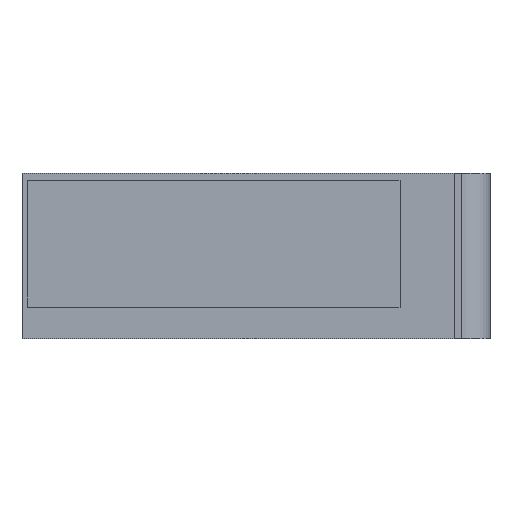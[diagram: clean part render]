
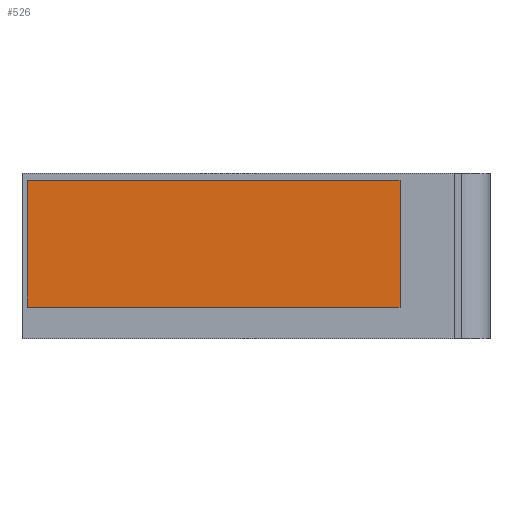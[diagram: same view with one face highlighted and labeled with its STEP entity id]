
A CAD part, top view. The second image highlights one B-rep face of the part: STEP entity #526.
In plain terms, the highlighted planar face has unit normal (0, 0, 1).
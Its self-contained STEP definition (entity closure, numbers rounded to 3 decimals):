
#397 = VERTEX_POINT('',#398);
#398 = CARTESIAN_POINT('',(0.,0.,0.2));
#413 = VERTEX_POINT('',#414);
#414 = CARTESIAN_POINT('',(0.,8.8,0.2));
#420 = EDGE_CURVE('',#397,#413,#421,.T.);
#421 = LINE('',#422,#423);
#422 = CARTESIAN_POINT('',(0.,0.,0.2));
#423 = VECTOR('',#424,1.);
#424 = DIRECTION('',(-0.,1.,0.));
#437 = VERTEX_POINT('',#438);
#438 = CARTESIAN_POINT('',(25.9,0.,0.2));
#453 = VERTEX_POINT('',#454);
#454 = CARTESIAN_POINT('',(25.9,8.8,0.2));
#460 = EDGE_CURVE('',#437,#453,#461,.T.);
#461 = LINE('',#462,#463);
#462 = CARTESIAN_POINT('',(25.9,0.,0.2));
#463 = VECTOR('',#464,1.);
#464 = DIRECTION('',(-0.,1.,0.));
#481 = EDGE_CURVE('',#397,#437,#482,.T.);
#482 = LINE('',#483,#484);
#483 = CARTESIAN_POINT('',(0.,0.,0.2));
#484 = VECTOR('',#485,1.);
#485 = DIRECTION('',(1.,0.,-0.));
#503 = EDGE_CURVE('',#413,#453,#504,.T.);
#504 = LINE('',#505,#506);
#505 = CARTESIAN_POINT('',(0.,8.8,0.2));
#506 = VECTOR('',#507,1.);
#507 = DIRECTION('',(1.,0.,-0.));
#526 = ADVANCED_FACE('',(#527),#533,.T.);
#527 = FACE_BOUND('',#528,.T.);
#528 = EDGE_LOOP('',(#529,#530,#531,#532));
#529 = ORIENTED_EDGE('',*,*,#420,.F.);
#530 = ORIENTED_EDGE('',*,*,#481,.T.);
#531 = ORIENTED_EDGE('',*,*,#460,.T.);
#532 = ORIENTED_EDGE('',*,*,#503,.F.);
#533 = PLANE('',#534);
#534 = AXIS2_PLACEMENT_3D('',#535,#536,#537);
#535 = CARTESIAN_POINT('',(0.,0.,0.2));
#536 = DIRECTION('',(0.,0.,1.));
#537 = DIRECTION('',(1.,0.,-0.));
